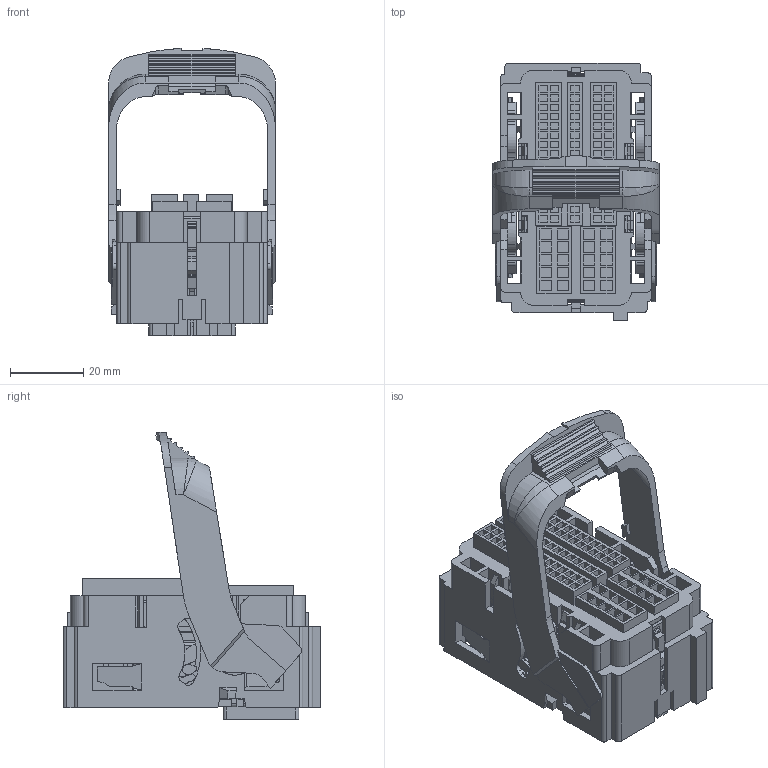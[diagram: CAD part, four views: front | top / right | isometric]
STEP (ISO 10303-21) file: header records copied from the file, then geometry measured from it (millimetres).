
FILE_DESCRIPTION(/* description */ (''),/* implementation_level */ '2;1');
FILE_NAME(/* name */ '35104246-ENV14_01-CONN.stp',/* time_stamp */ '2023-06-27T16:58:08+08:00',/* author */ (''),/* organization */ (''),/* preprocessor_version */ 'ST-DEVELOPER v16',/* originating_system */ 'SIEMENS PLM Software NX 11.0',/* authorisation */ '');
FILE_SCHEMA (('AUTOMOTIVE_DESIGN { 1 0 10303 214 3 1 1 1 }'));
Products named in the file (1): 35104246-ENV14_01-CONN
Bounding box: 45.65 x 70.44 x 78.49 mm (x, y, z)
Volume: 74207.1 mm3; surface area: 40520.4 mm2
Topology: 1 solids, 1 shells, 2473 faces, 6787 edges, 4473 vertices
Faces by surface type: plane 2171, cylinder 257, cone 28, extrusion 6, revolution 4, torus 4, bspline 3
Full cylindrical faces by diameter (mm): 1.6 x2, 2.9 x2
Entity records: 77622 total; most frequent: CARTESIAN_POINT 14147, ORIENTED_EDGE 13552, DIRECTION 12312, EDGE_CURVE 6776, VECTOR 6074, LINE 6068, VERTEX_POINT 4469, AXIS2_PLACEMENT_3D 3117
